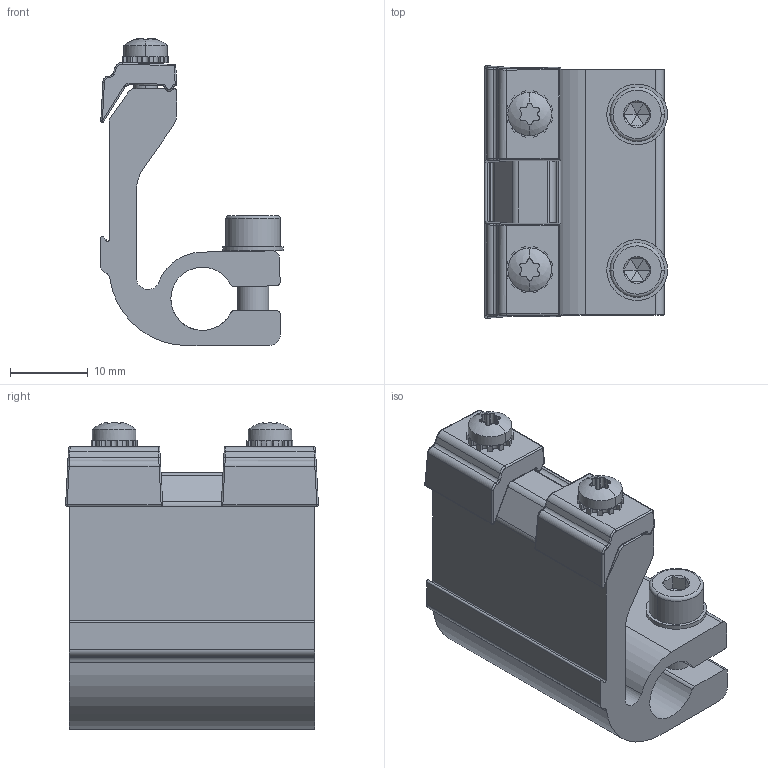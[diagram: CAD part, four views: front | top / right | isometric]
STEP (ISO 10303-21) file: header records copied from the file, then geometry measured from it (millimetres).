
FILE_DESCRIPTION((''),'2;1');
FILE_NAME('CAD1895_SW0001','2015-02-24T',('Creinig-se'),(''),'PRO/ENGINEER BY PARAMETRIC TECHNOLOGY CORPORATION, 2013050','PRO/ENGINEER BY PARAMETRIC TECHNOLOGY CORPORATION, 2013050','');
FILE_SCHEMA(('CONFIG_CONTROL_DESIGN'));
Length unit declared in the file: millimetre
Products named in the file (1): CAD1895_SW0001
Bounding box: 23.5 x 32.47 x 39.44 mm (x, y, z)
Volume: 9616.9 mm3; surface area: 7097.1 mm2
Topology: 2 solids, 2 shells, 445 faces, 1150 edges, 707 vertices
Faces by surface type: plane 219, cylinder 158, torus 20, bspline 16, sphere 16, cone 16
Entity records: 19309 total; most frequent: CARTESIAN_POINT 4964, DIRECTION 2279, ORIENTED_EDGE 2268, PRESENTATION_STYLE_ASSIGNMENT 1136, STYLED_ITEM 1136, CURVE_STYLE 1134, EDGE_CURVE 1134, AXIS2_PLACEMENT_3D 835
